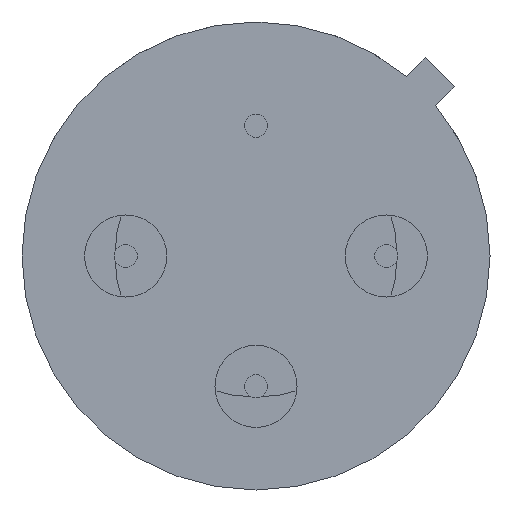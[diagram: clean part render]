
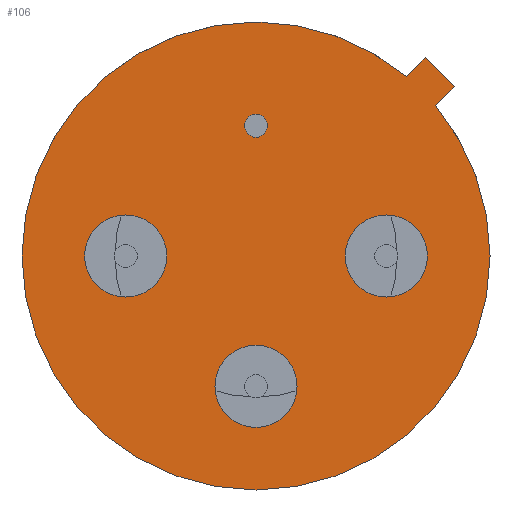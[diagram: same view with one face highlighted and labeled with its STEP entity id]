
A CAD part, front view. The second image highlights one B-rep face of the part: STEP entity #106.
In plain terms, the highlighted planar face has unit normal (0, -1, 0).
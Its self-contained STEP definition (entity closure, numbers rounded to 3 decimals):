
#16 = EDGE_CURVE ( 'NONE', #801, #817, #1110, .T. ) ;
#18 = AXIS2_PLACEMENT_3D ( 'NONE', #103, #737, #639 ) ;
#19 = DIRECTION ( 'NONE',  ( 0., -1., 0. ) ) ;
#28 = DIRECTION ( 'NONE',  ( -0.707, 0., -0.707 ) ) ;
#33 = DIRECTION ( 'NONE',  ( 0., 1., 0. ) ) ;
#34 = EDGE_CURVE ( 'NONE', #224, #872, #512, .T. ) ;
#39 = LINE ( 'NONE', #874, #441 ) ;
#61 = DIRECTION ( 'NONE',  ( 1., 0., 0. ) ) ;
#65 = EDGE_CURVE ( 'NONE', #366, #872, #39, .T. ) ;
#66 = AXIS2_PLACEMENT_3D ( 'NONE', #1325, #598, #61 ) ;
#70 = FACE_BOUND ( 'NONE', #767, .T. ) ;
#75 = ORIENTED_EDGE ( 'NONE', *, *, #615, .F. ) ;
#85 = FACE_OUTER_BOUND ( 'NONE', #467, .T. ) ;
#92 = ORIENTED_EDGE ( 'NONE', *, *, #1005, .F. ) ;
#103 = CARTESIAN_POINT ( 'NONE',  ( 0., -0.7, 2.54 ) ) ;
#104 = CARTESIAN_POINT ( 'NONE',  ( 0., -0.7, 0. ) ) ;
#106 = ADVANCED_FACE ( 'NONE', ( #405, #1039, #393, #70, #85 ), #245, .T. ) ;
#129 = LINE ( 'NONE', #365, #601 ) ;
#143 = DIRECTION ( 'NONE',  ( 1., 0., 0. ) ) ;
#161 = ORIENTED_EDGE ( 'NONE', *, *, #402, .F. ) ;
#187 = DIRECTION ( 'NONE',  ( 1., 0., 0. ) ) ;
#190 = CARTESIAN_POINT ( 'NONE',  ( 3.34, -0.7, 0. ) ) ;
#224 = VERTEX_POINT ( 'NONE', #1132 ) ;
#245 = PLANE ( 'NONE',  #1014 ) ;
#255 = CIRCLE ( 'NONE', #714, 0.8 ) ;
#256 = DIRECTION ( 'NONE',  ( -1., 0., 0. ) ) ;
#258 = DIRECTION ( 'NONE',  ( 0., -1., 0. ) ) ;
#265 = AXIS2_PLACEMENT_3D ( 'NONE', #361, #475, #1095 ) ;
#266 = CARTESIAN_POINT ( 'NONE',  ( 3.861, -0.7, 3.295 ) ) ;
#299 = CARTESIAN_POINT ( 'NONE',  ( -2.54, -0.7, 0. ) ) ;
#304 = CIRCLE ( 'NONE', #569, 0.8 ) ;
#305 = EDGE_LOOP ( 'NONE', ( #92, #1072 ) ) ;
#306 = CARTESIAN_POINT ( 'NONE',  ( 4.56, -0.7, 0. ) ) ;
#318 = VERTEX_POINT ( 'NONE', #721 ) ;
#331 = AXIS2_PLACEMENT_3D ( 'NONE', #770, #33, #668 ) ;
#335 = ORIENTED_EDGE ( 'NONE', *, *, #599, .T. ) ;
#354 = CIRCLE ( 'NONE', #1034, 0.8 ) ;
#358 = CARTESIAN_POINT ( 'NONE',  ( 0.8, -0.7, -2.54 ) ) ;
#361 = CARTESIAN_POINT ( 'NONE',  ( 0., -0.7, -2.54 ) ) ;
#363 = CARTESIAN_POINT ( 'NONE',  ( 0., -0.7, 0. ) ) ;
#365 = CARTESIAN_POINT ( 'NONE',  ( 0.283, -0.7, -0.283 ) ) ;
#366 = VERTEX_POINT ( 'NONE', #903 ) ;
#376 = EDGE_CURVE ( 'NONE', #400, #625, #255, .T. ) ;
#392 = AXIS2_PLACEMENT_3D ( 'NONE', #363, #972, #256 ) ;
#393 = FACE_BOUND ( 'NONE', #305, .T. ) ;
#396 = CARTESIAN_POINT ( 'NONE',  ( -1.74, -0.7, 0. ) ) ;
#398 = ORIENTED_EDGE ( 'NONE', *, *, #679, .F. ) ;
#400 = VERTEX_POINT ( 'NONE', #190 ) ;
#402 = EDGE_CURVE ( 'NONE', #1354, #832, #469, .T. ) ;
#405 = FACE_BOUND ( 'NONE', #556, .T. ) ;
#440 = DIRECTION ( 'NONE',  ( 0., -1., 0. ) ) ;
#441 = VECTOR ( 'NONE', #28, 1000. ) ;
#467 = EDGE_LOOP ( 'NONE', ( #957, #1219, #398, #1274, #335, #843 ) ) ;
#469 = CIRCLE ( 'NONE', #781, 0.8 ) ;
#475 = DIRECTION ( 'NONE',  ( 0., -1., 0. ) ) ;
#512 = CIRCLE ( 'NONE', #331, 4.56 ) ;
#528 = AXIS2_PLACEMENT_3D ( 'NONE', #104, #1353, #637 ) ;
#530 = VERTEX_POINT ( 'NONE', #266 ) ;
#537 = CARTESIAN_POINT ( 'NONE',  ( -0.8, -0.7, -2.54 ) ) ;
#556 = EDGE_LOOP ( 'NONE', ( #1079, #1128 ) ) ;
#568 = VECTOR ( 'NONE', #987, 1000. ) ;
#569 = AXIS2_PLACEMENT_3D ( 'NONE', #619, #719, #1333 ) ;
#589 = EDGE_CURVE ( 'NONE', #625, #400, #354, .T. ) ;
#598 = DIRECTION ( 'NONE',  ( 0., 1., 0. ) ) ;
#599 = EDGE_CURVE ( 'NONE', #801, #530, #129, .T. ) ;
#601 = VECTOR ( 'NONE', #777, 1000. ) ;
#612 = DIRECTION ( 'NONE',  ( 0., -1., 0. ) ) ;
#615 = EDGE_CURVE ( 'NONE', #832, #1354, #1144, .T. ) ;
#619 = CARTESIAN_POINT ( 'NONE',  ( 0., -0.7, -2.54 ) ) ;
#625 = VERTEX_POINT ( 'NONE', #647 ) ;
#637 = DIRECTION ( 'NONE',  ( -1., 0., 0. ) ) ;
#639 = DIRECTION ( 'NONE',  ( 1., 0., 0. ) ) ;
#647 = CARTESIAN_POINT ( 'NONE',  ( 1.74, -0.7, 0. ) ) ;
#651 = DIRECTION ( 'NONE',  ( 1., 0., 0. ) ) ;
#658 = CIRCLE ( 'NONE', #265, 0.8 ) ;
#668 = DIRECTION ( 'NONE',  ( -1., 0., 0. ) ) ;
#679 = EDGE_CURVE ( 'NONE', #817, #224, #1315, .T. ) ;
#704 = ORIENTED_EDGE ( 'NONE', *, *, #376, .F. ) ;
#714 = AXIS2_PLACEMENT_3D ( 'NONE', #1324, #612, #1225 ) ;
#719 = DIRECTION ( 'NONE',  ( 0., -1., 0. ) ) ;
#721 = CARTESIAN_POINT ( 'NONE',  ( -0.225, -0.7, 2.54 ) ) ;
#737 = DIRECTION ( 'NONE',  ( 0., 1., 0. ) ) ;
#767 = EDGE_LOOP ( 'NONE', ( #704, #844 ) ) ;
#770 = CARTESIAN_POINT ( 'NONE',  ( 0., -0.7, 0. ) ) ;
#777 = DIRECTION ( 'NONE',  ( 0.707, 0., 0.707 ) ) ;
#781 = AXIS2_PLACEMENT_3D ( 'NONE', #299, #911, #187 ) ;
#794 = EDGE_CURVE ( 'NONE', #829, #318, #1090, .T. ) ;
#801 = VERTEX_POINT ( 'NONE', #1019 ) ;
#817 = VERTEX_POINT ( 'NONE', #306 ) ;
#829 = VERTEX_POINT ( 'NONE', #1017 ) ;
#832 = VERTEX_POINT ( 'NONE', #396 ) ;
#843 = ORIENTED_EDGE ( 'NONE', *, *, #936, .T. ) ;
#844 = ORIENTED_EDGE ( 'NONE', *, *, #589, .F. ) ;
#872 = VERTEX_POINT ( 'NONE', #1318 ) ;
#874 = CARTESIAN_POINT ( 'NONE',  ( -0.283, -0.7, 0.283 ) ) ;
#903 = CARTESIAN_POINT ( 'NONE',  ( 3.295, -0.7, 3.861 ) ) ;
#911 = DIRECTION ( 'NONE',  ( 0., -1., 0. ) ) ;
#925 = LINE ( 'NONE', #1089, #568 ) ;
#936 = EDGE_CURVE ( 'NONE', #530, #366, #925, .T. ) ;
#957 = ORIENTED_EDGE ( 'NONE', *, *, #65, .T. ) ;
#972 = DIRECTION ( 'NONE',  ( 0., 1., 0. ) ) ;
#974 = CARTESIAN_POINT ( 'NONE',  ( 2.54, -0.7, 0. ) ) ;
#987 = DIRECTION ( 'NONE',  ( -0.707, 0., 0.707 ) ) ;
#990 = EDGE_LOOP ( 'NONE', ( #75, #161 ) ) ;
#1005 = EDGE_CURVE ( 'NONE', #1218, #1092, #658, .T. ) ;
#1014 = AXIS2_PLACEMENT_3D ( 'NONE', #1278, #19, #651 ) ;
#1017 = CARTESIAN_POINT ( 'NONE',  ( 0.225, -0.7, 2.54 ) ) ;
#1019 = CARTESIAN_POINT ( 'NONE',  ( 3.495, -0.7, 2.929 ) ) ;
#1034 = AXIS2_PLACEMENT_3D ( 'NONE', #974, #258, #143 ) ;
#1039 = FACE_BOUND ( 'NONE', #990, .T. ) ;
#1054 = EDGE_CURVE ( 'NONE', #318, #829, #1327, .T. ) ;
#1063 = DIRECTION ( 'NONE',  ( 1., 0., 0. ) ) ;
#1072 = ORIENTED_EDGE ( 'NONE', *, *, #1340, .F. ) ;
#1079 = ORIENTED_EDGE ( 'NONE', *, *, #1054, .T. ) ;
#1089 = CARTESIAN_POINT ( 'NONE',  ( 3.861, -0.7, 3.295 ) ) ;
#1090 = CIRCLE ( 'NONE', #66, 0.225 ) ;
#1092 = VERTEX_POINT ( 'NONE', #537 ) ;
#1095 = DIRECTION ( 'NONE',  ( 1., 0., 0. ) ) ;
#1110 = CIRCLE ( 'NONE', #392, 4.56 ) ;
#1128 = ORIENTED_EDGE ( 'NONE', *, *, #794, .T. ) ;
#1131 = CARTESIAN_POINT ( 'NONE',  ( -3.34, -0.7, 0. ) ) ;
#1132 = CARTESIAN_POINT ( 'NONE',  ( -4.56, -0.7, 0. ) ) ;
#1144 = CIRCLE ( 'NONE', #1242, 0.8 ) ;
#1168 = CARTESIAN_POINT ( 'NONE',  ( -2.54, -0.7, 0. ) ) ;
#1218 = VERTEX_POINT ( 'NONE', #358 ) ;
#1219 = ORIENTED_EDGE ( 'NONE', *, *, #34, .F. ) ;
#1225 = DIRECTION ( 'NONE',  ( 1., 0., 0. ) ) ;
#1242 = AXIS2_PLACEMENT_3D ( 'NONE', #1168, #440, #1063 ) ;
#1274 = ORIENTED_EDGE ( 'NONE', *, *, #16, .F. ) ;
#1278 = CARTESIAN_POINT ( 'NONE',  ( 0., -0.7, 0. ) ) ;
#1315 = CIRCLE ( 'NONE', #528, 4.56 ) ;
#1318 = CARTESIAN_POINT ( 'NONE',  ( 2.929, -0.7, 3.495 ) ) ;
#1324 = CARTESIAN_POINT ( 'NONE',  ( 2.54, -0.7, 0. ) ) ;
#1325 = CARTESIAN_POINT ( 'NONE',  ( 0., -0.7, 2.54 ) ) ;
#1327 = CIRCLE ( 'NONE', #18, 0.225 ) ;
#1333 = DIRECTION ( 'NONE',  ( 1., 0., 0. ) ) ;
#1340 = EDGE_CURVE ( 'NONE', #1092, #1218, #304, .T. ) ;
#1353 = DIRECTION ( 'NONE',  ( 0., 1., 0. ) ) ;
#1354 = VERTEX_POINT ( 'NONE', #1131 ) ;
